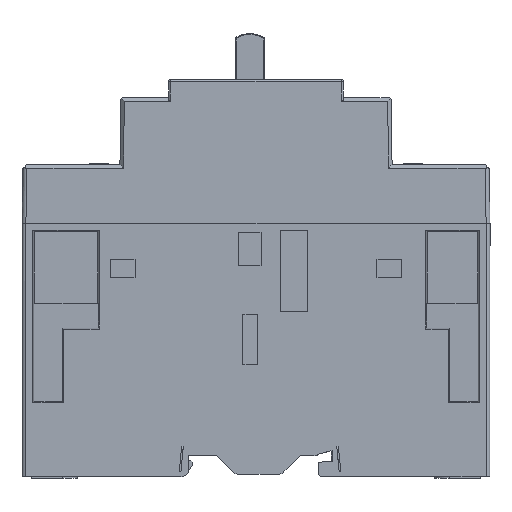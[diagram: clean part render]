
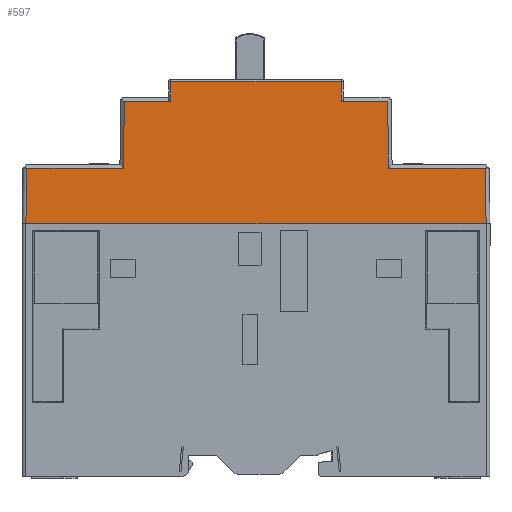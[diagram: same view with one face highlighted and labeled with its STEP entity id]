
A CAD part, front view. The second image highlights one B-rep face of the part: STEP entity #597.
In plain terms, the highlighted planar face has unit normal (0, -1, 0.007).
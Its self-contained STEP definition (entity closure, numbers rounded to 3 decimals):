
#597=ADVANCED_FACE('',(#21925),#21927,.F.);
#21925=FACE_BOUND('',#21926,.T.);
#21926=EDGE_LOOP('',(#40782,#40783,#40784,#40785,#40786,#40787,#40788,#40789,#40790,
#40791,#40792,#40793));
#21927=PLANE('',#21928);
#21928=AXIS2_PLACEMENT_3D('',#21929,#21930,#21931);
#21929=CARTESIAN_POINT('',(203.275,-30.968,48.788));
#21930=DIRECTION('',(0.,1.,-0.007));
#21931=DIRECTION('',(0.,0.007,1.));
#40782=ORIENTED_EDGE('',*,*,#54058,.T.);
#40783=ORIENTED_EDGE('',*,*,#54059,.T.);
#40784=ORIENTED_EDGE('',*,*,#54060,.T.);
#40785=ORIENTED_EDGE('',*,*,#54061,.T.);
#40786=ORIENTED_EDGE('',*,*,#54062,.F.);
#40787=ORIENTED_EDGE('',*,*,#53930,.F.);
#40788=ORIENTED_EDGE('',*,*,#54063,.F.);
#40789=ORIENTED_EDGE('',*,*,#54064,.T.);
#40790=ORIENTED_EDGE('',*,*,#54065,.T.);
#40791=ORIENTED_EDGE('',*,*,#54066,.T.);
#40792=ORIENTED_EDGE('',*,*,#54067,.T.);
#40793=ORIENTED_EDGE('',*,*,#54068,.T.);
#53930=EDGE_CURVE('',#60634,#60636,#60637,.T.);
#54058=EDGE_CURVE('',#60842,#60843,#60844,.T.);
#54059=EDGE_CURVE('',#60843,#60845,#60846,.T.);
#54060=EDGE_CURVE('',#60845,#60847,#60848,.T.);
#54061=EDGE_CURVE('',#60847,#60849,#60850,.T.);
#54062=EDGE_CURVE('',#60636,#60849,#60851,.T.);
#54063=EDGE_CURVE('',#60852,#60634,#60853,.T.);
#54064=EDGE_CURVE('',#60852,#60854,#60855,.T.);
#54065=EDGE_CURVE('',#60854,#60856,#60857,.T.);
#54066=EDGE_CURVE('',#60856,#60858,#60859,.T.);
#54067=EDGE_CURVE('',#60858,#60860,#60861,.T.);
#54068=EDGE_CURVE('',#60860,#60842,#60862,.T.);
#60634=VERTEX_POINT('',#73028);
#60636=VERTEX_POINT('',#73033);
#60637=LINE('',#73034,#73035);
#60842=VERTEX_POINT('',#74025);
#60843=VERTEX_POINT('',#74026);
#60844=LINE('',#74027,#74028);
#60845=VERTEX_POINT('',#74030);
#60846=LINE('',#74031,#74032);
#60847=VERTEX_POINT('',#74034);
#60848=LINE('',#74035,#74036);
#60849=VERTEX_POINT('',#74038);
#60850=LINE('',#74039,#74040);
#60851=LINE('',#74042,#74043);
#60852=VERTEX_POINT('',#74045);
#60853=LINE('',#74046,#74047);
#60854=VERTEX_POINT('',#74049);
#60855=LINE('',#74050,#74051);
#60856=VERTEX_POINT('',#74053);
#60857=LINE('',#74054,#74055);
#60858=VERTEX_POINT('',#74057);
#60859=LINE('',#74058,#74059);
#60860=VERTEX_POINT('',#74061);
#60861=LINE('',#74062,#74063);
#60862=LINE('',#74065,#74066);
#73028=CARTESIAN_POINT('',(-21.999,-31.053,36.603));
#73033=CARTESIAN_POINT('',(22.001,-31.053,36.603));
#73034=CARTESIAN_POINT('',(-21.999,-31.053,36.603));
#73035=VECTOR('',#73036,1.);
#73036=DIRECTION('',(1.,0.,0.));
#74025=CARTESIAN_POINT('',(59.3,-31.309,0.));
#74026=CARTESIAN_POINT('',(59.051,-31.209,14.3));
#74027=CARTESIAN_POINT('',(59.3,-31.308,0.));
#74028=VECTOR('',#74029,1.);
#74029=DIRECTION('',(-0.017,0.007,1.));
#74030=CARTESIAN_POINT('',(34.178,-31.209,14.3));
#74031=CARTESIAN_POINT('',(59.051,-31.209,14.3));
#74032=VECTOR('',#74033,1.);
#74033=DIRECTION('',(-1.,0.,0.));
#74034=CARTESIAN_POINT('',(33.92,-31.088,31.55));
#74035=CARTESIAN_POINT('',(34.178,-31.209,14.3));
#74036=VECTOR('',#74037,1.);
#74037=DIRECTION('',(-0.015,0.007,1.));
#74038=CARTESIAN_POINT('',(22.001,-31.088,31.55));
#74039=CARTESIAN_POINT('',(33.92,-31.088,31.55));
#74040=VECTOR('',#74041,1.);
#74041=DIRECTION('',(-1.,0.,0.));
#74042=CARTESIAN_POINT('',(22.001,-31.053,36.603));
#74043=VECTOR('',#74044,1.);
#74044=DIRECTION('',(0.,-0.007,-1.));
#74045=CARTESIAN_POINT('',(-21.999,-31.088,31.55));
#74046=CARTESIAN_POINT('',(-21.999,-31.088,31.55));
#74047=VECTOR('',#74048,1.);
#74048=DIRECTION('',(0.,0.007,1.));
#74049=CARTESIAN_POINT('',(-33.918,-31.088,31.55));
#74050=CARTESIAN_POINT('',(-21.999,-31.088,31.55));
#74051=VECTOR('',#74052,1.);
#74052=DIRECTION('',(-1.,0.,0.));
#74053=CARTESIAN_POINT('',(-34.176,-31.209,14.3));
#74054=CARTESIAN_POINT('',(-33.918,-31.088,31.55));
#74055=VECTOR('',#74056,1.);
#74056=DIRECTION('',(-0.015,-0.007,-1.));
#74057=CARTESIAN_POINT('',(-59.049,-31.209,14.3));
#74058=CARTESIAN_POINT('',(-34.176,-31.209,14.3));
#74059=VECTOR('',#74060,1.);
#74060=DIRECTION('',(-1.,0.,0.));
#74061=CARTESIAN_POINT('',(-59.299,-31.309,0.));
#74062=CARTESIAN_POINT('',(-59.049,-31.209,14.3));
#74063=VECTOR('',#74064,1.);
#74064=DIRECTION('',(-0.017,-0.007,-1.));
#74065=CARTESIAN_POINT('',(-59.299,-31.309,0.));
#74066=VECTOR('',#74067,1.);
#74067=DIRECTION('',(1.,0.,0.));
